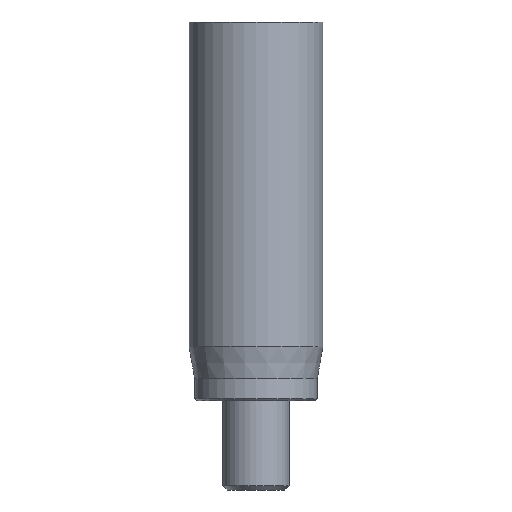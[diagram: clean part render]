
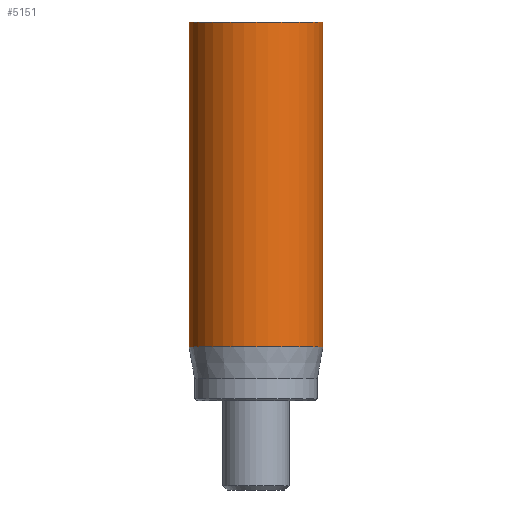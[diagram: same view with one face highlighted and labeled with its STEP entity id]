
A CAD part, front view. The second image highlights one B-rep face of the part: STEP entity #5151.
In plain terms, the highlighted cylindrical face has radius 3 mm (diameter 6 mm), a full revolution.
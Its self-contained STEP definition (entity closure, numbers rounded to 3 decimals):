
#40=CYLINDRICAL_SURFACE('',#5388,3.);
#58=CIRCLE('',#5356,3.);
#74=CIRCLE('',#5386,3.);
#75=CIRCLE('',#5387,3.);
#814=FACE_OUTER_BOUND('',#1115,.T.);
#1115=EDGE_LOOP('',(#4661,#4662,#4663,#4664,#4665));
#1537=LINE('',#9518,#1963);
#1963=VECTOR('',#6094,3.);
#2447=VERTEX_POINT('',#9458);
#2463=VERTEX_POINT('',#9512);
#2464=VERTEX_POINT('',#9513);
#3178=EDGE_CURVE('',#2447,#2447,#58,.T.);
#3202=EDGE_CURVE('',#2463,#2464,#74,.T.);
#3203=EDGE_CURVE('',#2464,#2463,#75,.T.);
#3205=EDGE_CURVE('',#2447,#2463,#1537,.T.);
#4661=ORIENTED_EDGE('',*,*,#3178,.T.);
#4662=ORIENTED_EDGE('',*,*,#3205,.T.);
#4663=ORIENTED_EDGE('',*,*,#3202,.T.);
#4664=ORIENTED_EDGE('',*,*,#3203,.T.);
#4665=ORIENTED_EDGE('',*,*,#3205,.F.);
#5151=ADVANCED_FACE('',(#814),#40,.T.);
#5356=AXIS2_PLACEMENT_3D('',#9459,#6019,#6020);
#5386=AXIS2_PLACEMENT_3D('',#9514,#6087,#6088);
#5387=AXIS2_PLACEMENT_3D('',#9515,#6089,#6090);
#5388=AXIS2_PLACEMENT_3D('',#9517,#6092,#6093);
#6019=DIRECTION('center_axis',(0.,0.,-1.));
#6020=DIRECTION('ref_axis',(-1.,0.,0.));
#6087=DIRECTION('center_axis',(0.,0.,1.));
#6088=DIRECTION('ref_axis',(-1.,0.,0.));
#6089=DIRECTION('center_axis',(0.,0.,1.));
#6090=DIRECTION('ref_axis',(-1.,0.,0.));
#6092=DIRECTION('center_axis',(0.,0.,1.));
#6093=DIRECTION('ref_axis',(-1.,0.,0.));
#6094=DIRECTION('',(0.,0.,-1.));
#9458=CARTESIAN_POINT('',(3.,0.,17.));
#9459=CARTESIAN_POINT('Origin',(0.,0.,17.));
#9512=CARTESIAN_POINT('',(3.,0.,2.418));
#9513=CARTESIAN_POINT('',(-3.,0.,2.418));
#9514=CARTESIAN_POINT('Origin',(0.,0.,2.418));
#9515=CARTESIAN_POINT('Origin',(0.,0.,2.418));
#9517=CARTESIAN_POINT('Origin',(0.,0.,0.));
#9518=CARTESIAN_POINT('',(3.,0.,0.));
